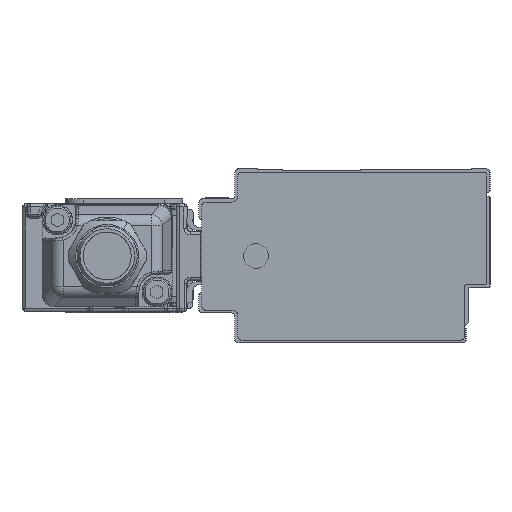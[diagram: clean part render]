
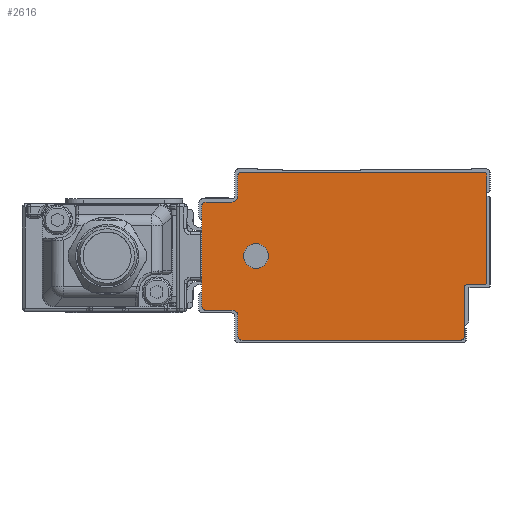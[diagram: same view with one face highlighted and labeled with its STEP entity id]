
A CAD part, left-side view. The second image highlights one B-rep face of the part: STEP entity #2616.
In plain terms, the highlighted planar face has unit normal (-1, 0, 0).
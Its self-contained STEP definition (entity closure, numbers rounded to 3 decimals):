
#1325=AXIS2_PLACEMENT_3D('Circle Axis2P3D',#1323,#1324,$) ;
#1363=AXIS2_PLACEMENT_3D('Circle Axis2P3D',#1361,#1362,$) ;
#1401=AXIS2_PLACEMENT_3D('Circle Axis2P3D',#1399,#1400,$) ;
#1439=AXIS2_PLACEMENT_3D('Circle Axis2P3D',#1437,#1438,$) ;
#2486=AXIS2_PLACEMENT_3D('Circle Axis2P3D',#2484,#2485,$) ;
#2506=AXIS2_PLACEMENT_3D('Plane Axis2P3D',#2503,#2504,#2505) ;
#2510=AXIS2_PLACEMENT_3D('Circle Axis2P3D',#2508,#2509,$) ;
#2524=AXIS2_PLACEMENT_3D('Circle Axis2P3D',#2522,#2523,$) ;
#2538=AXIS2_PLACEMENT_3D('Circle Axis2P3D',#2536,#2537,$) ;
#2552=AXIS2_PLACEMENT_3D('Circle Axis2P3D',#2550,#2551,$) ;
#2566=AXIS2_PLACEMENT_3D('Circle Axis2P3D',#2564,#2565,$) ;
#2600=AXIS2_PLACEMENT_3D('Circle Axis2P3D',#2598,#2599,$) ;
#2609=AXIS2_PLACEMENT_3D('Circle Axis2P3D',#2607,#2608,$) ;
#1281=CARTESIAN_POINT('Line Origine',(-275.5,-3.5,19.1)) ;
#1285=CARTESIAN_POINT('Vertex',(-275.5,-3.5,28.)) ;
#1287=CARTESIAN_POINT('Vertex',(-275.5,-3.5,10.2)) ;
#1323=CARTESIAN_POINT('Axis2P3D Location',(-275.5,-3.,28.)) ;
#1327=CARTESIAN_POINT('Vertex',(-275.5,-3.,28.5)) ;
#1342=CARTESIAN_POINT('Line Origine',(-275.5,17.25,28.5)) ;
#1346=CARTESIAN_POINT('Vertex',(-275.5,37.5,28.5)) ;
#1361=CARTESIAN_POINT('Axis2P3D Location',(-275.5,37.5,28.)) ;
#1365=CARTESIAN_POINT('Vertex',(-275.5,38.,28.)) ;
#1380=CARTESIAN_POINT('Line Origine',(-275.5,38.,26.25)) ;
#1384=CARTESIAN_POINT('Vertex',(-275.5,38.,24.5)) ;
#1399=CARTESIAN_POINT('Axis2P3D Location',(-275.5,39.,24.5)) ;
#1403=CARTESIAN_POINT('Vertex',(-275.5,39.,23.5)) ;
#1418=CARTESIAN_POINT('Line Origine',(-275.5,41.25,23.5)) ;
#1422=CARTESIAN_POINT('Vertex',(-275.5,43.5,23.5)) ;
#1437=CARTESIAN_POINT('Axis2P3D Location',(-275.5,43.5,23.)) ;
#1441=CARTESIAN_POINT('Vertex',(-275.5,44.,23.)) ;
#1456=CARTESIAN_POINT('Line Origine',(-275.5,44.,14.5)) ;
#1460=CARTESIAN_POINT('Vertex',(-275.5,44.,6.)) ;
#2484=CARTESIAN_POINT('Axis2P3D Location',(-275.5,-3.,10.2)) ;
#2488=CARTESIAN_POINT('Vertex',(-275.5,-3.,9.7)) ;
#2503=CARTESIAN_POINT('Axis2P3D Location',(-275.5,0.,0.)) ;
#2508=CARTESIAN_POINT('Axis2P3D Location',(-275.5,43.5,6.)) ;
#2512=CARTESIAN_POINT('Vertex',(-275.5,43.5,5.5)) ;
#2515=CARTESIAN_POINT('Line Origine',(-275.5,41.25,5.5)) ;
#2519=CARTESIAN_POINT('Vertex',(-275.5,39.,5.5)) ;
#2522=CARTESIAN_POINT('Axis2P3D Location',(-275.5,39.,4.5)) ;
#2526=CARTESIAN_POINT('Vertex',(-275.5,38.,4.5)) ;
#2529=CARTESIAN_POINT('Line Origine',(-275.5,38.,2.75)) ;
#2533=CARTESIAN_POINT('Vertex',(-275.5,38.,1.)) ;
#2536=CARTESIAN_POINT('Axis2P3D Location',(-275.5,37.5,1.)) ;
#2540=CARTESIAN_POINT('Vertex',(-275.5,37.5,0.5)) ;
#2543=CARTESIAN_POINT('Line Origine',(-275.5,19.15,0.5)) ;
#2547=CARTESIAN_POINT('Vertex',(-275.5,0.8,0.5)) ;
#2550=CARTESIAN_POINT('Axis2P3D Location',(-275.5,0.8,1.)) ;
#2554=CARTESIAN_POINT('Vertex',(-275.5,0.3,1.)) ;
#2557=CARTESIAN_POINT('Line Origine',(-275.5,0.3,5.1)) ;
#2561=CARTESIAN_POINT('Vertex',(-275.5,0.3,9.2)) ;
#2564=CARTESIAN_POINT('Axis2P3D Location',(-275.5,-0.2,9.2)) ;
#2568=CARTESIAN_POINT('Vertex',(-275.5,-0.2,9.7)) ;
#2571=CARTESIAN_POINT('Line Origine',(-275.5,-1.6,9.7)) ;
#2598=CARTESIAN_POINT('Axis2P3D Location',(-275.5,35.,14.5)) ;
#2602=CARTESIAN_POINT('Vertex',(-275.5,33.186,13.509)) ;
#2604=CARTESIAN_POINT('Vertex',(-275.5,36.814,15.491)) ;
#2607=CARTESIAN_POINT('Axis2P3D Location',(-275.5,35.,14.5)) ;
#1282=DIRECTION('Vector Direction',(0.,0.,-1.)) ;
#1324=DIRECTION('Axis2P3D Direction',(1.,0.,0.)) ;
#1343=DIRECTION('Vector Direction',(0.,1.,0.)) ;
#1362=DIRECTION('Axis2P3D Direction',(1.,0.,0.)) ;
#1381=DIRECTION('Vector Direction',(0.,0.,1.)) ;
#1400=DIRECTION('Axis2P3D Direction',(1.,0.,0.)) ;
#1419=DIRECTION('Vector Direction',(0.,1.,0.)) ;
#1438=DIRECTION('Axis2P3D Direction',(1.,0.,0.)) ;
#1457=DIRECTION('Vector Direction',(0.,0.,1.)) ;
#2485=DIRECTION('Axis2P3D Direction',(1.,0.,0.)) ;
#2504=DIRECTION('Axis2P3D Direction',(1.,0.,0.)) ;
#2505=DIRECTION('Axis2P3D XDirection',(0.,1.,0.)) ;
#2509=DIRECTION('Axis2P3D Direction',(1.,0.,0.)) ;
#2516=DIRECTION('Vector Direction',(0.,-1.,0.)) ;
#2523=DIRECTION('Axis2P3D Direction',(1.,0.,0.)) ;
#2530=DIRECTION('Vector Direction',(0.,0.,1.)) ;
#2537=DIRECTION('Axis2P3D Direction',(1.,0.,0.)) ;
#2544=DIRECTION('Vector Direction',(0.,-1.,0.)) ;
#2551=DIRECTION('Axis2P3D Direction',(1.,0.,0.)) ;
#2558=DIRECTION('Vector Direction',(0.,0.,-1.)) ;
#2565=DIRECTION('Axis2P3D Direction',(1.,0.,0.)) ;
#2572=DIRECTION('Vector Direction',(0.,1.,0.)) ;
#2599=DIRECTION('Axis2P3D Direction',(1.,0.,0.)) ;
#2608=DIRECTION('Axis2P3D Direction',(1.,0.,0.)) ;
#1283=VECTOR('Line Direction',#1282,1.) ;
#1344=VECTOR('Line Direction',#1343,1.) ;
#1382=VECTOR('Line Direction',#1381,1.) ;
#1420=VECTOR('Line Direction',#1419,1.) ;
#1458=VECTOR('Line Direction',#1457,1.) ;
#2517=VECTOR('Line Direction',#2516,1.) ;
#2531=VECTOR('Line Direction',#2530,1.) ;
#2545=VECTOR('Line Direction',#2544,1.) ;
#2559=VECTOR('Line Direction',#2558,1.) ;
#2573=VECTOR('Line Direction',#2572,1.) ;
#2577=ORIENTED_EDGE('',*,*,#1348,.F.) ;
#2578=ORIENTED_EDGE('',*,*,#1367,.F.) ;
#2579=ORIENTED_EDGE('',*,*,#1386,.F.) ;
#2580=ORIENTED_EDGE('',*,*,#1405,.F.) ;
#2581=ORIENTED_EDGE('',*,*,#1424,.F.) ;
#2582=ORIENTED_EDGE('',*,*,#1443,.F.) ;
#2583=ORIENTED_EDGE('',*,*,#1462,.F.) ;
#2584=ORIENTED_EDGE('',*,*,#2514,.F.) ;
#2585=ORIENTED_EDGE('',*,*,#2521,.F.) ;
#2586=ORIENTED_EDGE('',*,*,#2528,.F.) ;
#2587=ORIENTED_EDGE('',*,*,#2535,.F.) ;
#2588=ORIENTED_EDGE('',*,*,#2542,.F.) ;
#2589=ORIENTED_EDGE('',*,*,#2549,.F.) ;
#2590=ORIENTED_EDGE('',*,*,#2556,.F.) ;
#2591=ORIENTED_EDGE('',*,*,#2563,.F.) ;
#2592=ORIENTED_EDGE('',*,*,#2570,.F.) ;
#2593=ORIENTED_EDGE('',*,*,#2575,.F.) ;
#2594=ORIENTED_EDGE('',*,*,#2490,.F.) ;
#2595=ORIENTED_EDGE('',*,*,#1289,.F.) ;
#2596=ORIENTED_EDGE('',*,*,#1329,.F.) ;
#2613=ORIENTED_EDGE('',*,*,#2606,.T.) ;
#2614=ORIENTED_EDGE('',*,*,#2611,.T.) ;
#2615=FACE_BOUND('',#2612,.T.) ;
#2616=ADVANCED_FACE('\X2\FF8EFF9EFF83FF9EFF68FF70\X0\.2',(#2597,#2615),#2507,.F.) ;
#1326=CIRCLE('generated circle',#1325,0.5) ;
#1364=CIRCLE('generated circle',#1363,0.5) ;
#1402=CIRCLE('generated circle',#1401,1.) ;
#1440=CIRCLE('generated circle',#1439,0.5) ;
#2487=CIRCLE('generated circle',#2486,0.5) ;
#2511=CIRCLE('generated circle',#2510,0.5) ;
#2525=CIRCLE('generated circle',#2524,1.) ;
#2539=CIRCLE('generated circle',#2538,0.5) ;
#2553=CIRCLE('generated circle',#2552,0.5) ;
#2567=CIRCLE('generated circle',#2566,0.5) ;
#2601=CIRCLE('generated circle',#2600,2.067) ;
#2610=CIRCLE('generated circle',#2609,2.067) ;
#1289=EDGE_CURVE('',#1286,#1288,#1284,.T.) ;
#1329=EDGE_CURVE('',#1328,#1286,#1326,.T.) ;
#1348=EDGE_CURVE('',#1347,#1328,#1345,.F.) ;
#1367=EDGE_CURVE('',#1366,#1347,#1364,.T.) ;
#1386=EDGE_CURVE('',#1385,#1366,#1383,.T.) ;
#1405=EDGE_CURVE('',#1404,#1385,#1402,.F.) ;
#1424=EDGE_CURVE('',#1423,#1404,#1421,.F.) ;
#1443=EDGE_CURVE('',#1442,#1423,#1440,.T.) ;
#1462=EDGE_CURVE('',#1461,#1442,#1459,.T.) ;
#2490=EDGE_CURVE('',#1288,#2489,#2487,.T.) ;
#2514=EDGE_CURVE('',#2513,#1461,#2511,.T.) ;
#2521=EDGE_CURVE('',#2520,#2513,#2518,.F.) ;
#2528=EDGE_CURVE('',#2527,#2520,#2525,.F.) ;
#2535=EDGE_CURVE('',#2534,#2527,#2532,.T.) ;
#2542=EDGE_CURVE('',#2541,#2534,#2539,.T.) ;
#2549=EDGE_CURVE('',#2548,#2541,#2546,.F.) ;
#2556=EDGE_CURVE('',#2555,#2548,#2553,.T.) ;
#2563=EDGE_CURVE('',#2562,#2555,#2560,.T.) ;
#2570=EDGE_CURVE('',#2569,#2562,#2567,.F.) ;
#2575=EDGE_CURVE('',#2489,#2569,#2574,.T.) ;
#2606=EDGE_CURVE('',#2603,#2605,#2601,.T.) ;
#2611=EDGE_CURVE('',#2605,#2603,#2610,.T.) ;
#2576=EDGE_LOOP('',(#2577,#2578,#2579,#2580,#2581,#2582,#2583,#2584,#2585,#2586,#2587,#2588,#2589,#2590,#2591,#2592,#2593,#2594,#2595,#2596)) ;
#2612=EDGE_LOOP('',(#2613,#2614)) ;
#2597=FACE_OUTER_BOUND('',#2576,.T.) ;
#1284=LINE('Line',#1281,#1283) ;
#1345=LINE('Line',#1342,#1344) ;
#1383=LINE('Line',#1380,#1382) ;
#1421=LINE('Line',#1418,#1420) ;
#1459=LINE('Line',#1456,#1458) ;
#2518=LINE('Line',#2515,#2517) ;
#2532=LINE('Line',#2529,#2531) ;
#2546=LINE('Line',#2543,#2545) ;
#2560=LINE('Line',#2557,#2559) ;
#2574=LINE('Line',#2571,#2573) ;
#2507=PLANE('Plane',#2506) ;
#1286=VERTEX_POINT('',#1285) ;
#1288=VERTEX_POINT('',#1287) ;
#1328=VERTEX_POINT('',#1327) ;
#1347=VERTEX_POINT('',#1346) ;
#1366=VERTEX_POINT('',#1365) ;
#1385=VERTEX_POINT('',#1384) ;
#1404=VERTEX_POINT('',#1403) ;
#1423=VERTEX_POINT('',#1422) ;
#1442=VERTEX_POINT('',#1441) ;
#1461=VERTEX_POINT('',#1460) ;
#2489=VERTEX_POINT('',#2488) ;
#2513=VERTEX_POINT('',#2512) ;
#2520=VERTEX_POINT('',#2519) ;
#2527=VERTEX_POINT('',#2526) ;
#2534=VERTEX_POINT('',#2533) ;
#2541=VERTEX_POINT('',#2540) ;
#2548=VERTEX_POINT('',#2547) ;
#2555=VERTEX_POINT('',#2554) ;
#2562=VERTEX_POINT('',#2561) ;
#2569=VERTEX_POINT('',#2568) ;
#2603=VERTEX_POINT('',#2602) ;
#2605=VERTEX_POINT('',#2604) ;
